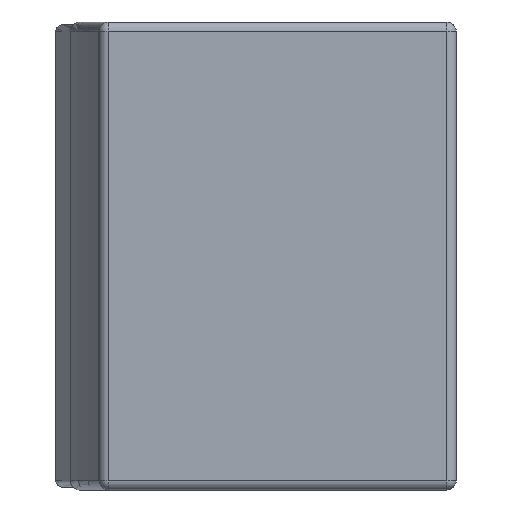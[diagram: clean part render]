
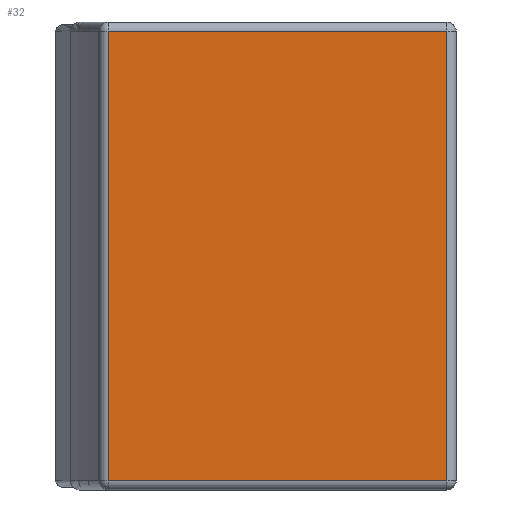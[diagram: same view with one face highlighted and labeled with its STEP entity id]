
A CAD part, left-side view. The second image highlights one B-rep face of the part: STEP entity #32.
In plain terms, the highlighted planar face has unit normal (-1, 0, 0).
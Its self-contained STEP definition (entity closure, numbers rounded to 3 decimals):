
#32 = ADVANCED_FACE ( 'NONE', ( #1076 ), #412, .F. ) ;
#89 = CARTESIAN_POINT ( 'NONE',  ( -0.5, 0.372, 0.24 ) ) ;
#101 = CARTESIAN_POINT ( 'NONE',  ( -0.5, 0.01, 0.24 ) ) ;
#127 = VECTOR ( 'NONE', #268, 1000. ) ;
#131 = VERTEX_POINT ( 'NONE', #89 ) ;
#150 = LINE ( 'NONE', #425, #127 ) ;
#203 = ORIENTED_EDGE ( 'NONE', *, *, #645, .T. ) ;
#254 = VECTOR ( 'NONE', #1381, 1000. ) ;
#268 = DIRECTION ( 'NONE',  ( 0., 0., 1. ) ) ;
#290 = EDGE_CURVE ( 'NONE', #381, #353, #1216, .T. ) ;
#331 = ORIENTED_EDGE ( 'NONE', *, *, #490, .T. ) ;
#333 = ORIENTED_EDGE ( 'NONE', *, *, #1465, .T. ) ;
#353 = VERTEX_POINT ( 'NONE', #739 ) ;
#381 = VERTEX_POINT ( 'NONE', #980 ) ;
#402 = DIRECTION ( 'NONE',  ( 1., 0., 0. ) ) ;
#412 = PLANE ( 'NONE',  #1212 ) ;
#425 = CARTESIAN_POINT ( 'NONE',  ( -0.5, 0.01, 0.25 ) ) ;
#430 = LINE ( 'NONE', #1077, #922 ) ;
#452 = CARTESIAN_POINT ( 'NONE',  ( -0.5, 0., -0.24 ) ) ;
#490 = EDGE_CURVE ( 'NONE', #738, #131, #1241, .T. ) ;
#508 = DIRECTION ( 'NONE',  ( 0., 0., -1. ) ) ;
#645 = EDGE_CURVE ( 'NONE', #353, #738, #150, .T. ) ;
#738 = VERTEX_POINT ( 'NONE', #101 ) ;
#739 = CARTESIAN_POINT ( 'NONE',  ( -0.5, 0.01, -0.24 ) ) ;
#824 = ORIENTED_EDGE ( 'NONE', *, *, #290, .T. ) ;
#922 = VECTOR ( 'NONE', #1141, 1000. ) ;
#980 = CARTESIAN_POINT ( 'NONE',  ( -0.5, 0.372, -0.24 ) ) ;
#1076 = FACE_OUTER_BOUND ( 'NONE', #1468, .T. ) ;
#1077 = CARTESIAN_POINT ( 'NONE',  ( -0.5, 0.372, 0.25 ) ) ;
#1141 = DIRECTION ( 'NONE',  ( 0., 0., -1. ) ) ;
#1212 = AXIS2_PLACEMENT_3D ( 'NONE', #1434, #402, #508 ) ;
#1214 = VECTOR ( 'NONE', #1458, 1000. ) ;
#1216 = LINE ( 'NONE', #452, #1214 ) ;
#1241 = LINE ( 'NONE', #1483, #254 ) ;
#1381 = DIRECTION ( 'NONE',  ( 0., 1., 0. ) ) ;
#1434 = CARTESIAN_POINT ( 'NONE',  ( -0.5, 0.38, 0.25 ) ) ;
#1458 = DIRECTION ( 'NONE',  ( 0., -1., 0. ) ) ;
#1465 = EDGE_CURVE ( 'NONE', #131, #381, #430, .T. ) ;
#1468 = EDGE_LOOP ( 'NONE', ( #331, #333, #824, #203 ) ) ;
#1483 = CARTESIAN_POINT ( 'NONE',  ( -0.5, 0.38, 0.24 ) ) ;
